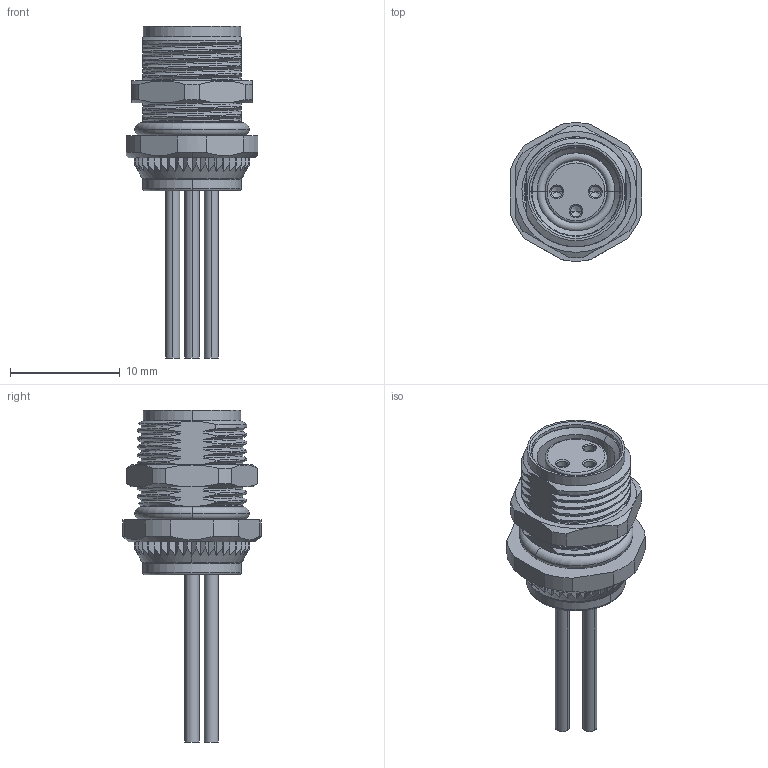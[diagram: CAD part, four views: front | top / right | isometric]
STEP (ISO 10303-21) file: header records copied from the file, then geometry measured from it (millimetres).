
FILE_DESCRIPTION((''),'2;1');
FILE_NAME('PRT0003','2023-08-24T',('gongchengVI'),(''),'PRO/ENGINEER BY PARAMETRIC TECHNOLOGY CORPORATION, 2010280','PRO/ENGINEER BY PARAMETRIC TECHNOLOGY CORPORATION, 2010280','');
FILE_SCHEMA(('CONFIG_CONTROL_DESIGN'));
Length unit declared in the file: millimetre
Products named in the file (1): PRT0003
Bounding box: 12 x 12.6 x 30.2 mm (x, y, z)
Surface area: 2637.8 mm2 (no closed solid volume)
Topology: 0 solids, 12 shells, 579 faces, 1484 edges, 947 vertices
Faces by surface type: plane 206, cylinder 195, cone 82, bspline 72, torus 24
Entity records: 29558 total; most frequent: CARTESIAN_POINT 16015, ORIENTED_EDGE 2944, DIRECTION 2612, EDGE_CURVE 1472, AXIS2_PLACEMENT_3D 989, VERTEX_POINT 947, VECTOR 634, LINE 634
